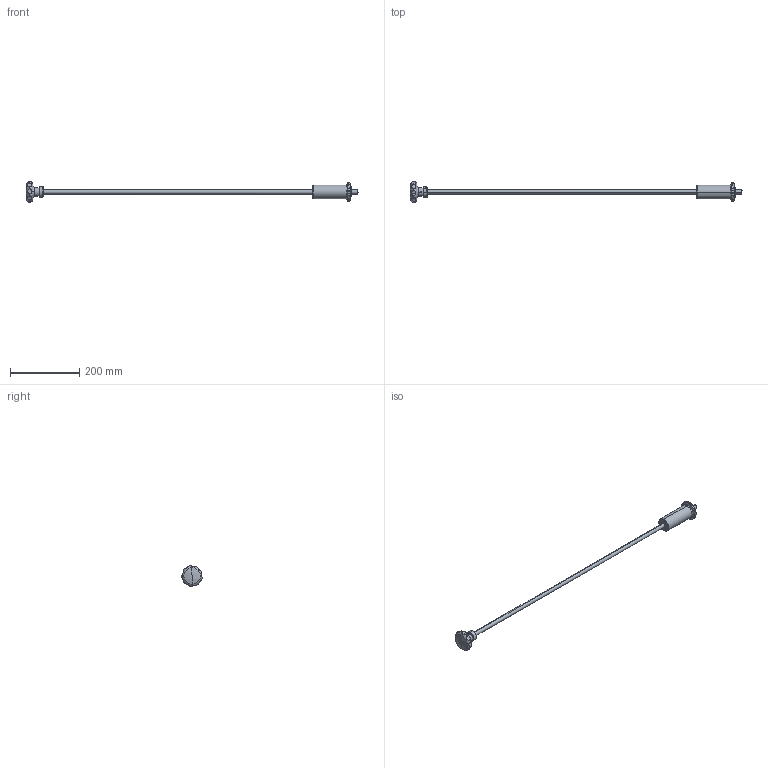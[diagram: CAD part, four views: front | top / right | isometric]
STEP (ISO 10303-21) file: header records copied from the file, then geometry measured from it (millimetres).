
FILE_DESCRIPTION (( 'STEP AP214' ), '1' );
FILE_NAME ('120MDD040-0750.stp', '2024-11-14T08:05:02', ( '' ), ( '' ), 'SwSTEP 2.0', 'SolidWorks 2023', '' );
FILE_SCHEMA (( 'AUTOMOTIVE_DESIGN' ));
Length unit declared in the file: millimetre
Products named in the file (1): 120MDD040-0750
Bounding box: 961.67 x 59.59 x 59.74 mm (x, y, z)
Volume: 297555.1 mm3; surface area: 63421.8 mm2
Topology: 1 solids, 2 shells, 327 faces, 858 edges, 552 vertices
Faces by surface type: plane 138, cylinder 86, bspline 55, cone 48
Entity records: 14709 total; most frequent: CARTESIAN_POINT 7104, ORIENTED_EDGE 1692, DIRECTION 1418, EDGE_CURVE 846, VERTEX_POINT 552, AXIS2_PLACEMENT_3D 531, EDGE_LOOP 364, VECTOR 356
